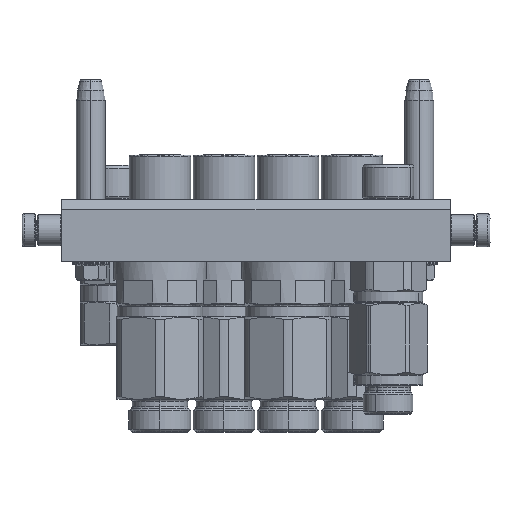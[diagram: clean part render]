
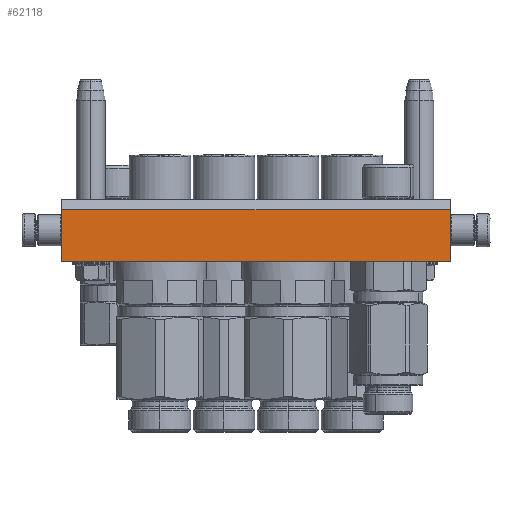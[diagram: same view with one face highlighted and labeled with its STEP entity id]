
A CAD part, left-side view. The second image highlights one B-rep face of the part: STEP entity #62118.
In plain terms, the highlighted face is planar.
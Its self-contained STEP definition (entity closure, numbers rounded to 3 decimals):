
#4475 = EDGE_CURVE ( 'NONE', #27866, #4894, #65839, .T. ) ;
#4894 = VERTEX_POINT ( 'NONE', #47789 ) ;
#5289 = DIRECTION ( 'NONE',  ( -1., 0., 0. ) ) ;
#5834 = LINE ( 'NONE', #17073, #43744 ) ;
#7567 = EDGE_LOOP ( 'NONE', ( #47055, #23161, #34250, #50471 ) ) ;
#17073 = CARTESIAN_POINT ( 'NONE',  ( -94., -10., -45. ) ) ;
#17367 = CARTESIAN_POINT ( 'NONE',  ( -94., -10., -45. ) ) ;
#18368 = VECTOR ( 'NONE', #20063, 1000. ) ;
#19926 = EDGE_CURVE ( 'NONE', #61230, #41628, #52661, .T. ) ;
#20063 = DIRECTION ( 'NONE',  ( -1., 0., 0. ) ) ;
#21374 = DIRECTION ( 'NONE',  ( 1., 0., 0. ) ) ;
#21633 = DIRECTION ( 'NONE',  ( 0., 1., 0. ) ) ;
#22091 = CARTESIAN_POINT ( 'NONE',  ( 94., -10., -45. ) ) ;
#23161 = ORIENTED_EDGE ( 'NONE', *, *, #63276, .F. ) ;
#24274 = CARTESIAN_POINT ( 'NONE',  ( 94., -10., -45. ) ) ;
#24701 = VECTOR ( 'NONE', #21633, 1000. ) ;
#27866 = VERTEX_POINT ( 'NONE', #24274 ) ;
#30594 = CARTESIAN_POINT ( 'NONE',  ( 94., 15., -45. ) ) ;
#31281 = LINE ( 'NONE', #30594, #18368 ) ;
#34250 = ORIENTED_EDGE ( 'NONE', *, *, #4475, .F. ) ;
#35617 = VECTOR ( 'NONE', #44239, 1000. ) ;
#36144 = CARTESIAN_POINT ( 'NONE',  ( 94., -15., -45. ) ) ;
#41628 = VERTEX_POINT ( 'NONE', #44981 ) ;
#43744 = VECTOR ( 'NONE', #21374, 1000. ) ;
#44239 = DIRECTION ( 'NONE',  ( 0., 1., 0. ) ) ;
#44981 = CARTESIAN_POINT ( 'NONE',  ( -94., 15., -45. ) ) ;
#46533 = PLANE ( 'NONE',  #59703 ) ;
#47055 = ORIENTED_EDGE ( 'NONE', *, *, #19926, .T. ) ;
#47789 = CARTESIAN_POINT ( 'NONE',  ( 94., 15., -45. ) ) ;
#50471 = ORIENTED_EDGE ( 'NONE', *, *, #59214, .F. ) ;
#52661 = LINE ( 'NONE', #54869, #35617 ) ;
#54869 = CARTESIAN_POINT ( 'NONE',  ( -94., -10., -45. ) ) ;
#55876 = DIRECTION ( 'NONE',  ( 0., 0., -1. ) ) ;
#59214 = EDGE_CURVE ( 'NONE', #61230, #27866, #5834, .T. ) ;
#59703 = AXIS2_PLACEMENT_3D ( 'NONE', #36144, #55876, #5289 ) ;
#60021 = FACE_OUTER_BOUND ( 'NONE', #7567, .T. ) ;
#61230 = VERTEX_POINT ( 'NONE', #17367 ) ;
#62118 = ADVANCED_FACE ( 'NONE', ( #60021 ), #46533, .T. ) ;
#63276 = EDGE_CURVE ( 'NONE', #4894, #41628, #31281, .T. ) ;
#65839 = LINE ( 'NONE', #22091, #24701 ) ;
